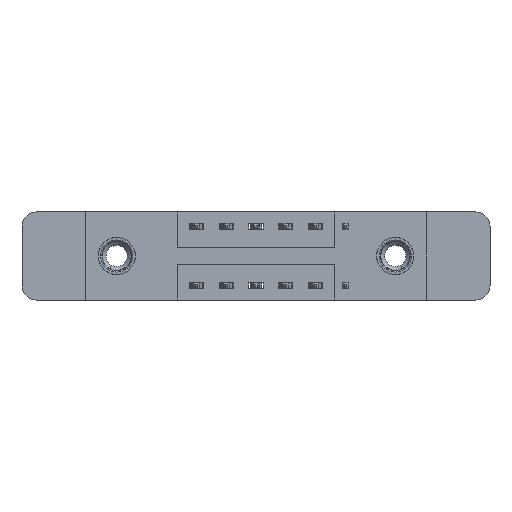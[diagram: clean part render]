
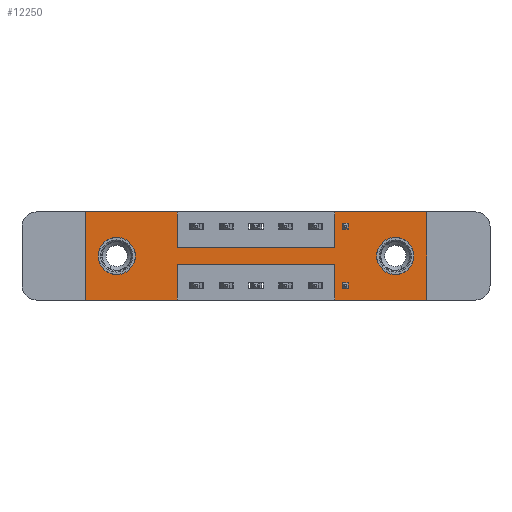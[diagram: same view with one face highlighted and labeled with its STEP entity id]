
A CAD part, front view. The second image highlights one B-rep face of the part: STEP entity #12250.
In plain terms, the highlighted planar face has unit normal (0, -1, 0).
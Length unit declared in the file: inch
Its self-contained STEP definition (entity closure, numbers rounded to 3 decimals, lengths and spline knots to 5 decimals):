
#129 = CARTESIAN_POINT ( 'NONE',  ( 1.3025, 0., -0.185 ) ) ;
#171 = CARTESIAN_POINT ( 'NONE',  ( 1.3025, 0., -0.263 ) ) ;
#588 = CARTESIAN_POINT ( 'NONE',  ( 1.435, 0., 0. ) ) ;
#632 = DIRECTION ( 'NONE',  ( -1., 0., 0. ) ) ;
#695 = VERTEX_POINT ( 'NONE', #4463 ) ;
#849 = CARTESIAN_POINT ( 'NONE',  ( 0., 0., -0.37 ) ) ;
#871 = CARTESIAN_POINT ( 'NONE',  ( 1.0475, 0., 0. ) ) ;
#938 = ORIENTED_EDGE ( 'NONE', *, *, #13796, .F. ) ;
#1271 = VECTOR ( 'NONE', #632, 39.37008 ) ;
#1362 = LINE ( 'NONE', #3596, #13925 ) ;
#1435 = VECTOR ( 'NONE', #12521, 39.37008 ) ;
#1550 = CARTESIAN_POINT ( 'NONE',  ( 0.1325, 0., -0.107 ) ) ;
#1663 = EDGE_CURVE ( 'NONE', #10303, #12302, #1979, .T. ) ;
#1946 = DIRECTION ( 'NONE',  ( 0., 1., 0. ) ) ;
#1973 = ORIENTED_EDGE ( 'NONE', *, *, #13778, .T. ) ;
#1976 = VECTOR ( 'NONE', #9600, 39.37008 ) ;
#1979 = LINE ( 'NONE', #5081, #8217 ) ;
#2007 = VERTEX_POINT ( 'NONE', #10180 ) ;
#2070 = CARTESIAN_POINT ( 'NONE',  ( 1.0475, 0., -0.37 ) ) ;
#2139 = DIRECTION ( 'NONE',  ( -1., 0., 0. ) ) ;
#2313 = CARTESIAN_POINT ( 'NONE',  ( 0.3875, 0., -0.22 ) ) ;
#2519 = DIRECTION ( 'NONE',  ( 1., 0., 0. ) ) ;
#2591 = LINE ( 'NONE', #12057, #9328 ) ;
#2631 = CARTESIAN_POINT ( 'NONE',  ( 0., 0., 0. ) ) ;
#2859 = CARTESIAN_POINT ( 'NONE',  ( 1.3025, 0., -0.185 ) ) ;
#3022 = ORIENTED_EDGE ( 'NONE', *, *, #3578, .F. ) ;
#3028 = VECTOR ( 'NONE', #11751, 39.37008 ) ;
#3055 = CARTESIAN_POINT ( 'NONE',  ( 0., 0., -0.37 ) ) ;
#3095 = DIRECTION ( 'NONE',  ( 0., 0., 1. ) ) ;
#3180 = CARTESIAN_POINT ( 'NONE',  ( 0., 0., 0. ) ) ;
#3271 = LINE ( 'NONE', #8528, #3028 ) ;
#3373 = LINE ( 'NONE', #2313, #1271 ) ;
#3474 = VECTOR ( 'NONE', #2139, 39.37008 ) ;
#3488 = DIRECTION ( 'NONE',  ( 0., 1., 0. ) ) ;
#3506 = EDGE_CURVE ( 'NONE', #2007, #9312, #9963, .T. ) ;
#3578 = EDGE_CURVE ( 'NONE', #10285, #7703, #13390, .T. ) ;
#3596 = CARTESIAN_POINT ( 'NONE',  ( 0., 0., 0. ) ) ;
#3729 = AXIS2_PLACEMENT_3D ( 'NONE', #129, #3488, #8884 ) ;
#3974 = ORIENTED_EDGE ( 'NONE', *, *, #8713, .F. ) ;
#4059 = CARTESIAN_POINT ( 'NONE',  ( 0.1325, 0., -0.185 ) ) ;
#4125 = CARTESIAN_POINT ( 'NONE',  ( 0.3875, 0., 0. ) ) ;
#4252 = VERTEX_POINT ( 'NONE', #588 ) ;
#4307 = VECTOR ( 'NONE', #9645, 39.37008 ) ;
#4318 = EDGE_CURVE ( 'NONE', #7703, #8856, #6447, .T. ) ;
#4415 = CARTESIAN_POINT ( 'NONE',  ( 0.1325, 0., -0.185 ) ) ;
#4463 = CARTESIAN_POINT ( 'NONE',  ( 1.3025, 0., -0.107 ) ) ;
#4630 = ORIENTED_EDGE ( 'NONE', *, *, #10252, .F. ) ;
#4652 = AXIS2_PLACEMENT_3D ( 'NONE', #4059, #1946, #6261 ) ;
#5081 = CARTESIAN_POINT ( 'NONE',  ( 1.0475, 0., -0.37 ) ) ;
#5091 = ORIENTED_EDGE ( 'NONE', *, *, #7447, .F. ) ;
#5157 = DIRECTION ( 'NONE',  ( 0., -1., 0. ) ) ;
#5160 = VERTEX_POINT ( 'NONE', #7839 ) ;
#5358 = DIRECTION ( 'NONE',  ( 0., 1., 0. ) ) ;
#5652 = ORIENTED_EDGE ( 'NONE', *, *, #9955, .F. ) ;
#5710 = CARTESIAN_POINT ( 'NONE',  ( 0.3875, 0., -0.37 ) ) ;
#5956 = CARTESIAN_POINT ( 'NONE',  ( 0.3875, 0., -0.15 ) ) ;
#6261 = DIRECTION ( 'NONE',  ( 0., 0., 1. ) ) ;
#6424 = PLANE ( 'NONE',  #11199 ) ;
#6447 = LINE ( 'NONE', #3180, #4307 ) ;
#6546 = EDGE_CURVE ( 'NONE', #7336, #9037, #2591, .T. ) ;
#6694 = ORIENTED_EDGE ( 'NONE', *, *, #9896, .F. ) ;
#6898 = CIRCLE ( 'NONE', #3729, 0.078 ) ;
#6950 = EDGE_LOOP ( 'NONE', ( #1973, #9518 ) ) ;
#6968 = ORIENTED_EDGE ( 'NONE', *, *, #1663, .F. ) ;
#7029 = CARTESIAN_POINT ( 'NONE',  ( 0.3875, 0., -0.22 ) ) ;
#7227 = VERTEX_POINT ( 'NONE', #171 ) ;
#7336 = VERTEX_POINT ( 'NONE', #5956 ) ;
#7447 = EDGE_CURVE ( 'NONE', #9037, #13555, #10627, .T. ) ;
#7517 = ORIENTED_EDGE ( 'NONE', *, *, #6546, .F. ) ;
#7703 = VERTEX_POINT ( 'NONE', #13564 ) ;
#7744 = CARTESIAN_POINT ( 'NONE',  ( 0.3875, 0., 0. ) ) ;
#7839 = CARTESIAN_POINT ( 'NONE',  ( 1.435, 0., -0.37 ) ) ;
#8217 = VECTOR ( 'NONE', #3095, 39.37008 ) ;
#8339 = ORIENTED_EDGE ( 'NONE', *, *, #12591, .T. ) ;
#8343 = FACE_BOUND ( 'NONE', #6950, .T. ) ;
#8528 = CARTESIAN_POINT ( 'NONE',  ( 0.3875, 0., -0.37 ) ) ;
#8590 = CARTESIAN_POINT ( 'NONE',  ( 0., 0., -0.37 ) ) ;
#8713 = EDGE_CURVE ( 'NONE', #4252, #5160, #12317, .T. ) ;
#8747 = CARTESIAN_POINT ( 'NONE',  ( 1.0475, 0., -0.22 ) ) ;
#8810 = VECTOR ( 'NONE', #11209, 39.37008 ) ;
#8856 = VERTEX_POINT ( 'NONE', #7744 ) ;
#8884 = DIRECTION ( 'NONE',  ( 0., 0., -1. ) ) ;
#8985 = AXIS2_PLACEMENT_3D ( 'NONE', #2859, #9670, #13023 ) ;
#9037 = VERTEX_POINT ( 'NONE', #9363 ) ;
#9123 = DIRECTION ( 'NONE',  ( 1., 0., 0. ) ) ;
#9312 = VERTEX_POINT ( 'NONE', #1550 ) ;
#9328 = VECTOR ( 'NONE', #2519, 39.37008 ) ;
#9363 = CARTESIAN_POINT ( 'NONE',  ( 1.0475, 0., -0.15 ) ) ;
#9480 = DIRECTION ( 'NONE',  ( 0., 0., -1. ) ) ;
#9518 = ORIENTED_EDGE ( 'NONE', *, *, #12290, .T. ) ;
#9600 = DIRECTION ( 'NONE',  ( -1., 0., 0. ) ) ;
#9645 = DIRECTION ( 'NONE',  ( 1., 0., 0. ) ) ;
#9670 = DIRECTION ( 'NONE',  ( 0., 1., 0. ) ) ;
#9687 = DIRECTION ( 'NONE',  ( 0., 0., 1. ) ) ;
#9827 = VECTOR ( 'NONE', #12761, 39.37008 ) ;
#9880 = CIRCLE ( 'NONE', #4652, 0.078 ) ;
#9896 = EDGE_CURVE ( 'NONE', #12525, #10896, #3271, .T. ) ;
#9901 = CIRCLE ( 'NONE', #8985, 0.078 ) ;
#9955 = EDGE_CURVE ( 'NONE', #8856, #7336, #13825, .T. ) ;
#9963 = CIRCLE ( 'NONE', #11941, 0.078 ) ;
#10180 = CARTESIAN_POINT ( 'NONE',  ( 0.1325, 0., -0.263 ) ) ;
#10236 = CARTESIAN_POINT ( 'NONE',  ( 1.435, 0., 0. ) ) ;
#10252 = EDGE_CURVE ( 'NONE', #10896, #10285, #10637, .T. ) ;
#10285 = VERTEX_POINT ( 'NONE', #12742 ) ;
#10303 = VERTEX_POINT ( 'NONE', #2070 ) ;
#10330 = ORIENTED_EDGE ( 'NONE', *, *, #13359, .F. ) ;
#10473 = VECTOR ( 'NONE', #13467, 39.37008 ) ;
#10542 = FACE_BOUND ( 'NONE', #10933, .T. ) ;
#10627 = LINE ( 'NONE', #871, #1435 ) ;
#10637 = LINE ( 'NONE', #3055, #3474 ) ;
#10828 = ORIENTED_EDGE ( 'NONE', *, *, #3506, .T. ) ;
#10896 = VERTEX_POINT ( 'NONE', #5710 ) ;
#10933 = EDGE_LOOP ( 'NONE', ( #8339, #10828 ) ) ;
#11199 = AXIS2_PLACEMENT_3D ( 'NONE', #849, #5157, #9480 ) ;
#11209 = DIRECTION ( 'NONE',  ( 0., 0., 1. ) ) ;
#11623 = LINE ( 'NONE', #8590, #1976 ) ;
#11751 = DIRECTION ( 'NONE',  ( 0., 0., -1. ) ) ;
#11772 = FACE_OUTER_BOUND ( 'NONE', #13232, .T. ) ;
#11836 = ORIENTED_EDGE ( 'NONE', *, *, #4318, .F. ) ;
#11941 = AXIS2_PLACEMENT_3D ( 'NONE', #4415, #5358, #9687 ) ;
#11987 = EDGE_CURVE ( 'NONE', #12302, #12525, #3373, .T. ) ;
#12057 = CARTESIAN_POINT ( 'NONE',  ( 0.3875, 0., -0.15 ) ) ;
#12250 = ADVANCED_FACE ( 'NONE', ( #8343, #10542, #11772 ), #6424, .T. ) ;
#12290 = EDGE_CURVE ( 'NONE', #7227, #695, #6898, .T. ) ;
#12302 = VERTEX_POINT ( 'NONE', #8747 ) ;
#12317 = LINE ( 'NONE', #10236, #10473 ) ;
#12521 = DIRECTION ( 'NONE',  ( 0., 0., 1. ) ) ;
#12525 = VERTEX_POINT ( 'NONE', #7029 ) ;
#12591 = EDGE_CURVE ( 'NONE', #9312, #2007, #9880, .T. ) ;
#12742 = CARTESIAN_POINT ( 'NONE',  ( 0., 0., -0.37 ) ) ;
#12761 = DIRECTION ( 'NONE',  ( 0., 0., -1. ) ) ;
#12862 = CARTESIAN_POINT ( 'NONE',  ( 1.0475, 0., 0. ) ) ;
#13023 = DIRECTION ( 'NONE',  ( 0., 0., -1. ) ) ;
#13232 = EDGE_LOOP ( 'NONE', ( #6694, #13775, #6968, #938, #3974, #10330, #5091, #7517, #5652, #11836, #3022, #4630 ) ) ;
#13359 = EDGE_CURVE ( 'NONE', #13555, #4252, #1362, .T. ) ;
#13390 = LINE ( 'NONE', #2631, #8810 ) ;
#13467 = DIRECTION ( 'NONE',  ( 0., 0., -1. ) ) ;
#13555 = VERTEX_POINT ( 'NONE', #12862 ) ;
#13564 = CARTESIAN_POINT ( 'NONE',  ( 0., 0., 0. ) ) ;
#13775 = ORIENTED_EDGE ( 'NONE', *, *, #11987, .F. ) ;
#13778 = EDGE_CURVE ( 'NONE', #695, #7227, #9901, .T. ) ;
#13796 = EDGE_CURVE ( 'NONE', #5160, #10303, #11623, .T. ) ;
#13825 = LINE ( 'NONE', #4125, #9827 ) ;
#13925 = VECTOR ( 'NONE', #9123, 39.37008 ) ;
